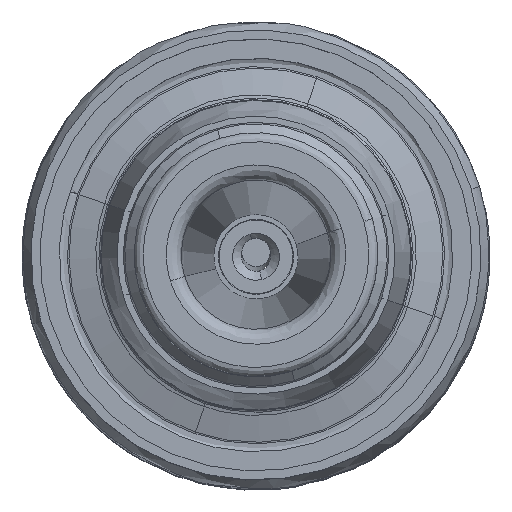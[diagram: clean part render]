
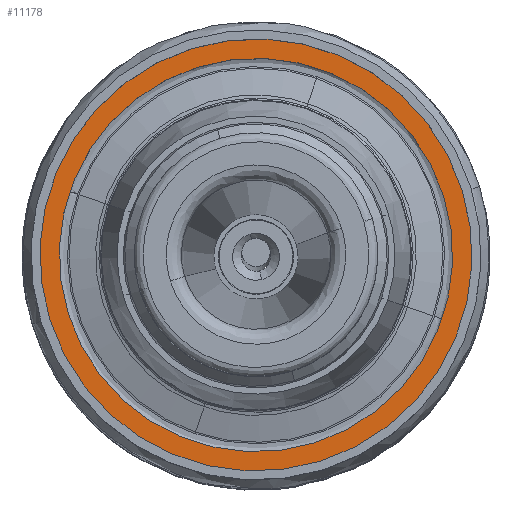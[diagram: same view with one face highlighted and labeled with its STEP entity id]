
A CAD part, top view. The second image highlights one B-rep face of the part: STEP entity #11178.
In plain terms, the highlighted planar face has unit normal (0, 0, 1).
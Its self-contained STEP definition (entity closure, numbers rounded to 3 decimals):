
#501 = CARTESIAN_POINT ( 'NONE',  ( 0., 0., -4.775 ) ) ;
#531 = ORIENTED_EDGE ( 'NONE', *, *, #9046, .F. ) ;
#567 = DIRECTION ( 'NONE',  ( 1., 0., 0. ) ) ;
#632 = FACE_OUTER_BOUND ( 'NONE', #10469, .T. ) ;
#817 = FACE_BOUND ( 'NONE', #4981, .T. ) ;
#968 = CARTESIAN_POINT ( 'NONE',  ( 16.65, 0., -4.775 ) ) ;
#1141 = CARTESIAN_POINT ( 'NONE',  ( 0., 0., -4.775 ) ) ;
#1405 = AXIS2_PLACEMENT_3D ( 'NONE', #10281, #5114, #1407 ) ;
#1407 = DIRECTION ( 'NONE',  ( 1., 0., 0. ) ) ;
#1780 = VERTEX_POINT ( 'NONE', #968 ) ;
#2555 = DIRECTION ( 'NONE',  ( 0., 0., 1. ) ) ;
#2784 = CIRCLE ( 'NONE', #6383, 18.288 ) ;
#2798 = EDGE_CURVE ( 'NONE', #6626, #1780, #4962, .T. ) ;
#3907 = DIRECTION ( 'NONE',  ( 0., 0., -1. ) ) ;
#4463 = DIRECTION ( 'NONE',  ( 1., 0., 0. ) ) ;
#4962 = CIRCLE ( 'NONE', #8572, 16.65 ) ;
#4981 = EDGE_LOOP ( 'NONE', ( #531, #9905 ) ) ;
#5079 = DIRECTION ( 'NONE',  ( 0., 0., 1. ) ) ;
#5114 = DIRECTION ( 'NONE',  ( 0., 0., -1. ) ) ;
#5795 = DIRECTION ( 'NONE',  ( 1., 0., 0. ) ) ;
#5909 = EDGE_CURVE ( 'NONE', #8982, #6637, #10158, .T. ) ;
#6011 = AXIS2_PLACEMENT_3D ( 'NONE', #501, #2555, #567 ) ;
#6383 = AXIS2_PLACEMENT_3D ( 'NONE', #1141, #3907, #5795 ) ;
#6626 = VERTEX_POINT ( 'NONE', #9962 ) ;
#6637 = VERTEX_POINT ( 'NONE', #9826 ) ;
#7126 = EDGE_CURVE ( 'NONE', #6637, #8982, #2784, .T. ) ;
#7818 = DIRECTION ( 'NONE',  ( 1., 0., 0. ) ) ;
#7973 = CARTESIAN_POINT ( 'NONE',  ( -18.507, -18.507, -4.775 ) ) ;
#8035 = PLANE ( 'NONE',  #10545 ) ;
#8572 = AXIS2_PLACEMENT_3D ( 'NONE', #8772, #5079, #7818 ) ;
#8772 = CARTESIAN_POINT ( 'NONE',  ( 0., 0., -4.775 ) ) ;
#8982 = VERTEX_POINT ( 'NONE', #10220 ) ;
#9046 = EDGE_CURVE ( 'NONE', #1780, #6626, #11135, .T. ) ;
#9826 = CARTESIAN_POINT ( 'NONE',  ( -18.288, 0., -4.775 ) ) ;
#9905 = ORIENTED_EDGE ( 'NONE', *, *, #2798, .F. ) ;
#9962 = CARTESIAN_POINT ( 'NONE',  ( -16.65, 0., -4.775 ) ) ;
#10158 = CIRCLE ( 'NONE', #1405, 18.288 ) ;
#10220 = CARTESIAN_POINT ( 'NONE',  ( 18.288, 0., -4.775 ) ) ;
#10281 = CARTESIAN_POINT ( 'NONE',  ( 0., 0., -4.775 ) ) ;
#10382 = ORIENTED_EDGE ( 'NONE', *, *, #5909, .F. ) ;
#10469 = EDGE_LOOP ( 'NONE', ( #10382, #11188 ) ) ;
#10545 = AXIS2_PLACEMENT_3D ( 'NONE', #7973, #10766, #4463 ) ;
#10766 = DIRECTION ( 'NONE',  ( 0., 0., 1. ) ) ;
#11135 = CIRCLE ( 'NONE', #6011, 16.65 ) ;
#11178 = ADVANCED_FACE ( 'NONE', ( #817, #632 ), #8035, .T. ) ;
#11188 = ORIENTED_EDGE ( 'NONE', *, *, #7126, .F. ) ;
